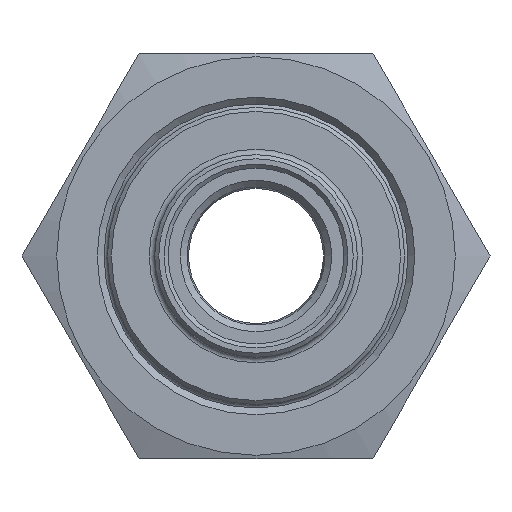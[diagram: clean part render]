
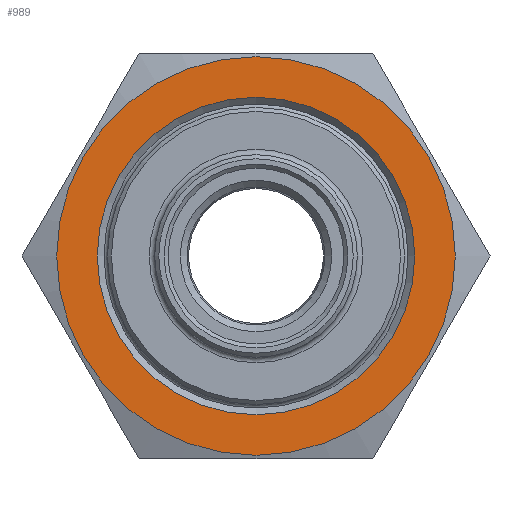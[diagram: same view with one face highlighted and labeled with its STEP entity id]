
A CAD part, left-side view. The second image highlights one B-rep face of the part: STEP entity #989.
In plain terms, the highlighted planar face has unit normal (-1, 0, 0).
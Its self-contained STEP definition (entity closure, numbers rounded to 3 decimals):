
#68=FACE_BOUND('',#190,.T.);
#84=PLANE('',#1135);
#124=FACE_OUTER_BOUND('',#189,.T.);
#189=EDGE_LOOP('',(#715));
#190=EDGE_LOOP('',(#716));
#344=CIRCLE('',#1125,14.75);
#345=CIRCLE('',#1130,11.75);
#438=VERTEX_POINT('',#1694);
#439=VERTEX_POINT('',#1705);
#538=EDGE_CURVE('',#438,#438,#344,.T.);
#543=EDGE_CURVE('',#439,#439,#345,.T.);
#715=ORIENTED_EDGE('',*,*,#538,.T.);
#716=ORIENTED_EDGE('',*,*,#543,.F.);
#989=ADVANCED_FACE('',(#124,#68),#84,.F.);
#1125=AXIS2_PLACEMENT_3D('',#1696,#1298,#1299);
#1130=AXIS2_PLACEMENT_3D('',#1706,#1312,#1313);
#1135=AXIS2_PLACEMENT_3D('',#1716,#1324,#1325);
#1298=DIRECTION('center_axis',(-1.,0.,0.));
#1299=DIRECTION('ref_axis',(0.,1.,0.));
#1312=DIRECTION('center_axis',(-1.,0.,0.));
#1313=DIRECTION('ref_axis',(0.,-1.,0.));
#1324=DIRECTION('center_axis',(1.,0.,0.));
#1325=DIRECTION('ref_axis',(0.,0.,-1.));
#1694=CARTESIAN_POINT('',(-15.,-14.75,0.));
#1696=CARTESIAN_POINT('Origin',(-15.,0.,0.));
#1705=CARTESIAN_POINT('',(-15.,11.75,0.));
#1706=CARTESIAN_POINT('Origin',(-15.,0.,0.));
#1716=CARTESIAN_POINT('Origin',(-15.,0.,0.));
